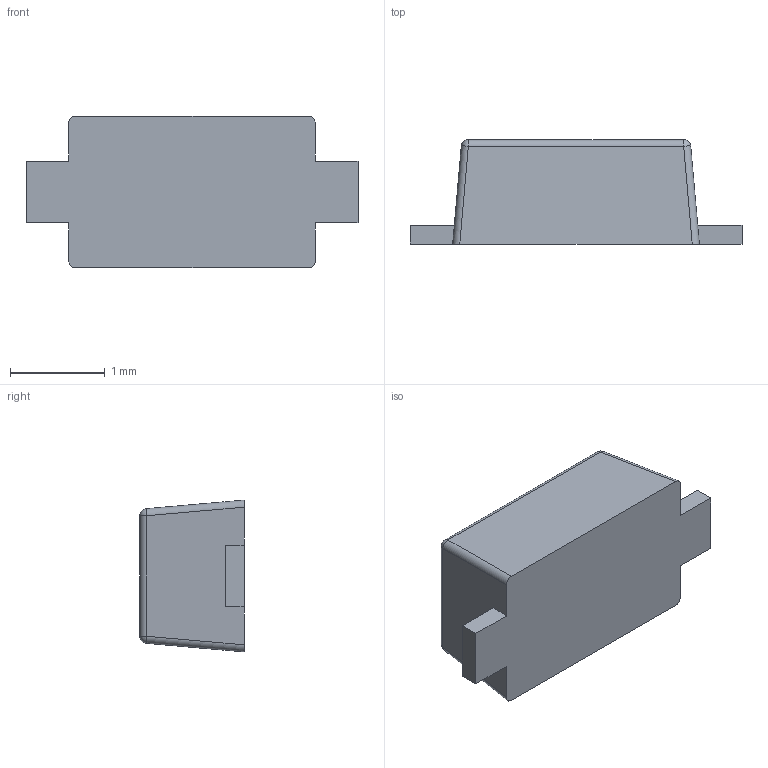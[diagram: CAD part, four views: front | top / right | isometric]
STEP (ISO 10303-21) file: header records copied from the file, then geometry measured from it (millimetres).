
FILE_DESCRIPTION (( 'STEP AP214' ), '1' );
FILE_NAME ('SOD123F.STEP', '2015-11-27T07:52:02', ( '' ), ( '' ), 'SwSTEP 2.0', 'SolidWorks 2015', '' );
FILE_SCHEMA (( 'AUTOMOTIVE_DESIGN' ));
Length unit declared in the file: millimetre
Products named in the file (1): SOD123F
Bounding box: 3.5 x 1.1 x 1.6 mm (x, y, z)
Volume: 4.3 mm3; surface area: 17.6 mm2
Topology: 1 solids, 1 shells, 27 faces, 67 edges, 38 vertices
Faces by surface type: plane 15, cylinder 8, sphere 4
Entity records: 886 total; most frequent: CARTESIAN_POINT 141, DIRECTION 127, ORIENTED_EDGE 126, EDGE_CURVE 63, VECTOR 47, LINE 47, AXIS2_PLACEMENT_3D 40, VERTEX_POINT 38
